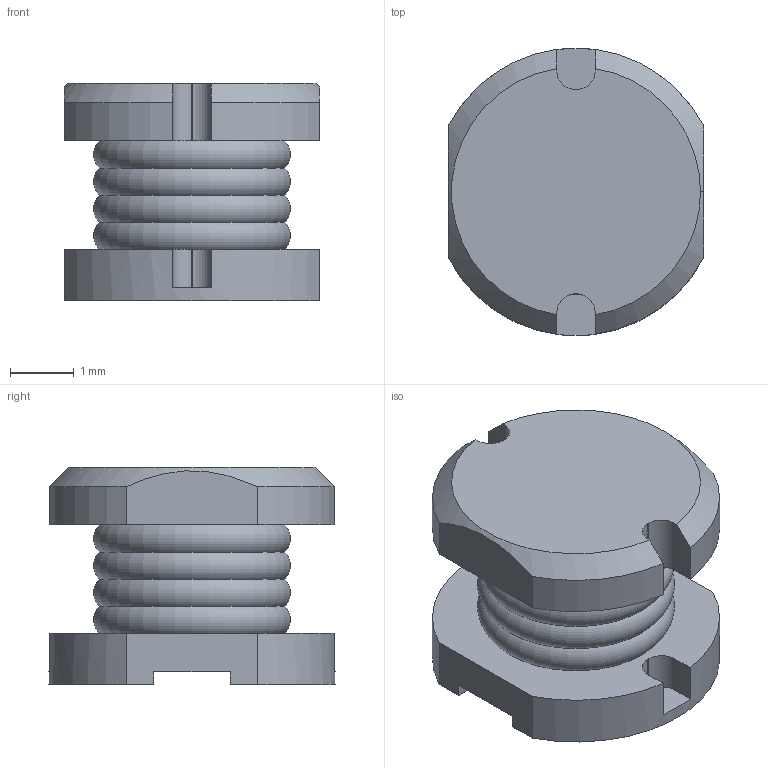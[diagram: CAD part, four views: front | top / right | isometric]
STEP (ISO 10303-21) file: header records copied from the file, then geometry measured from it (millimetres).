
FILE_DESCRIPTION(('FreeCAD Model'),'2;1');
FILE_NAME('Inductor_CD43.step', '2020-03-23T19:43:24',('Author'),(''), 'Open CASCADE STEP processor 7.3','FreeCAD','Unknown');
FILE_SCHEMA(('AUTOMOTIVE_DESIGN { 1 0 10303 214 1 1 1 1 }'));
Length unit declared in the file: millimetre
Products named in the file (1): Pad009
Bounding box: 4 x 4.5 x 3.4 mm (x, y, z)
Volume: 35.7 mm3; surface area: 90.1 mm2
Topology: 1 solids, 1 shells, 47 faces, 126 edges, 83 vertices
Faces by surface type: plane 26, cylinder 14, torus 4, cone 3
Entity records: 1830 total; most frequent: DIRECTION 273, CARTESIAN_POINT 257, ORIENTED_EDGE 252, EDGE_CURVE 126, AXIS2_PLACEMENT_3D 99, VERTEX_POINT 83, LINE 75, VECTOR 75
